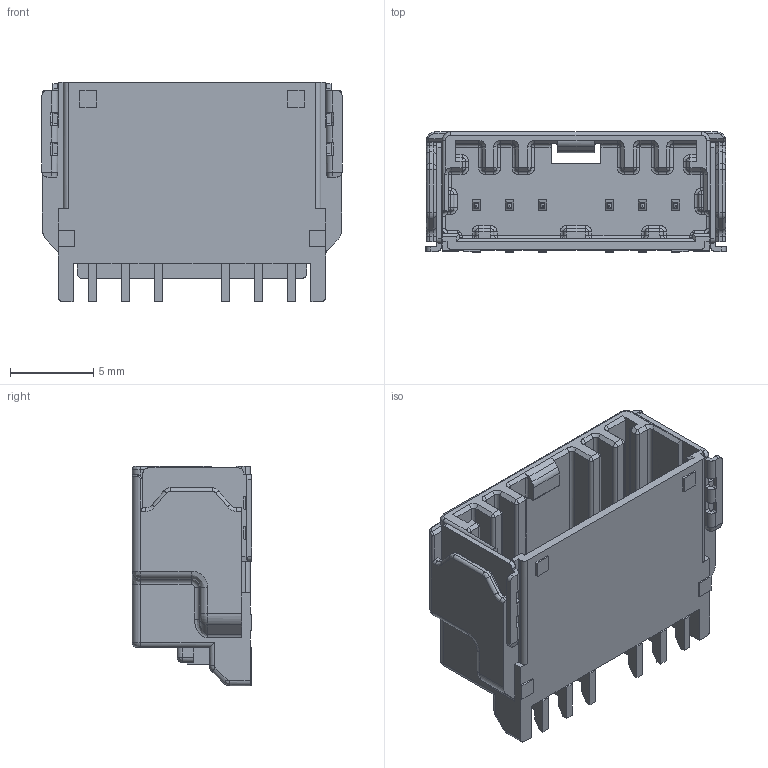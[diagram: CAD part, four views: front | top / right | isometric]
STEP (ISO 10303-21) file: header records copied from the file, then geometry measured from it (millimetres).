
FILE_DESCRIPTION (( 'STEP AP214' ), '1' );
FILE_NAME ('C_020_D_C_SMT_6M_H_ASSY_BK_(B)_Rev.C.STEP', '2022-10-19T23:29:39', ( 'jkhwang' ), ( '' ), 'SwSTEP 2.0', 'SolidWorks 2020', '' );
FILE_SCHEMA (( 'AUTOMOTIVE_DESIGN' ));
Length unit declared in the file: millimetre
Products named in the file (1): C_020_D_C_SMT_6M_H_ASSY_BK_(B)_Rev.C
Bounding box: 18.05 x 7.2 x 13.2 mm (x, y, z)
Volume: 633.8 mm3; surface area: 1564.9 mm2
Topology: 1 solids, 1 shells, 826 faces, 2177 edges, 1315 vertices
Faces by surface type: plane 406, cylinder 280, bspline 94, cone 34, torus 12
Entity records: 27703 total; most frequent: CARTESIAN_POINT 9024, ORIENTED_EDGE 4266, DIRECTION 3336, EDGE_CURVE 2133, VERTEX_POINT 1315, VECTOR 1276, LINE 1276, AXIS2_PLACEMENT_3D 1030
